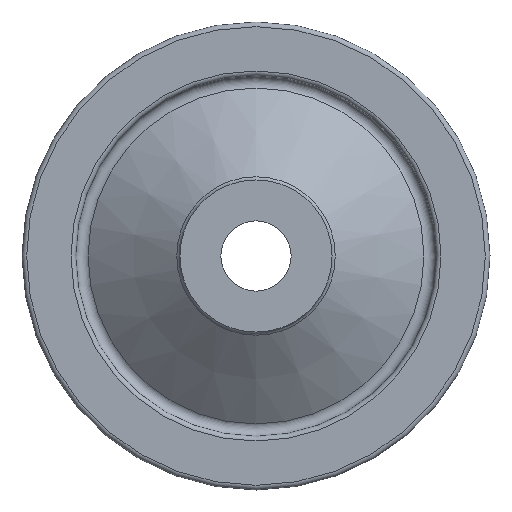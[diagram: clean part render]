
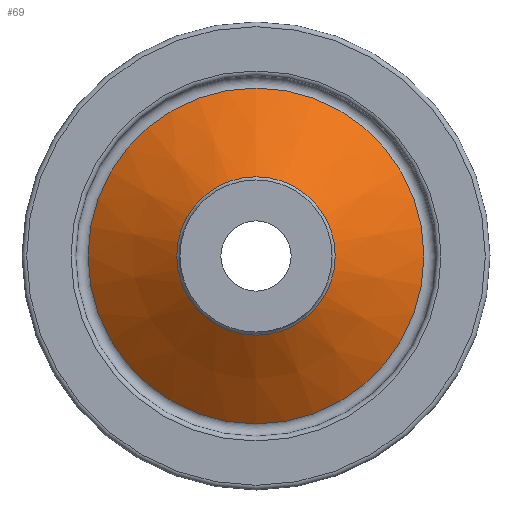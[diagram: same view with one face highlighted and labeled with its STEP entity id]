
A CAD part, left-side view. The second image highlights one B-rep face of the part: STEP entity #69.
In plain terms, the highlighted conical face has half-angle 53.939 degrees and reference radius 13.549 mm.
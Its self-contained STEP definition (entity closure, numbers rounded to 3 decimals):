
#69 = ADVANCED_FACE( '', ( #150, #151 ), #152, .T. );
#150 = FACE_OUTER_BOUND( '', #233, .T. );
#151 = FACE_BOUND( '', #234, .T. );
#152 = CONICAL_SURFACE( '', #235, 13.548, 0.941 );
#233 = EDGE_LOOP( '', ( #336 ) );
#234 = EDGE_LOOP( '', ( #337 ) );
#235 = AXIS2_PLACEMENT_3D( '', #338, #339, #340 );
#336 = ORIENTED_EDGE( '', *, *, #376, .F. );
#337 = ORIENTED_EDGE( '', *, *, #389, .T. );
#338 = CARTESIAN_POINT( '', ( 9.727, 0., 0. ) );
#339 = DIRECTION( '', ( 1., 0., 0. ) );
#340 = DIRECTION( '', ( 0., 0., -1. ) );
#376 = EDGE_CURVE( '', #417, #417, #418, .T. );
#389 = EDGE_CURVE( '', #438, #438, #439, .T. );
#417 = VERTEX_POINT( '', #474 );
#418 = CIRCLE( '', #475, 28.702 );
#438 = VERTEX_POINT( '', #495 );
#439 = CIRCLE( '', #496, 13.548 );
#474 = CARTESIAN_POINT( '', ( 20.762, 0., -28.702 ) );
#475 = AXIS2_PLACEMENT_3D( '', #532, #533, #534 );
#495 = CARTESIAN_POINT( '', ( 9.727, 0., -13.548 ) );
#496 = AXIS2_PLACEMENT_3D( '', #556, #557, #558 );
#532 = CARTESIAN_POINT( '', ( 20.762, 0., 0. ) );
#533 = DIRECTION( '', ( 1., 0., 0. ) );
#534 = DIRECTION( '', ( 0., 0., -1. ) );
#556 = CARTESIAN_POINT( '', ( 9.727, 0., 0. ) );
#557 = DIRECTION( '', ( 1., 0., 0. ) );
#558 = DIRECTION( '', ( 0., 0., -1. ) );
